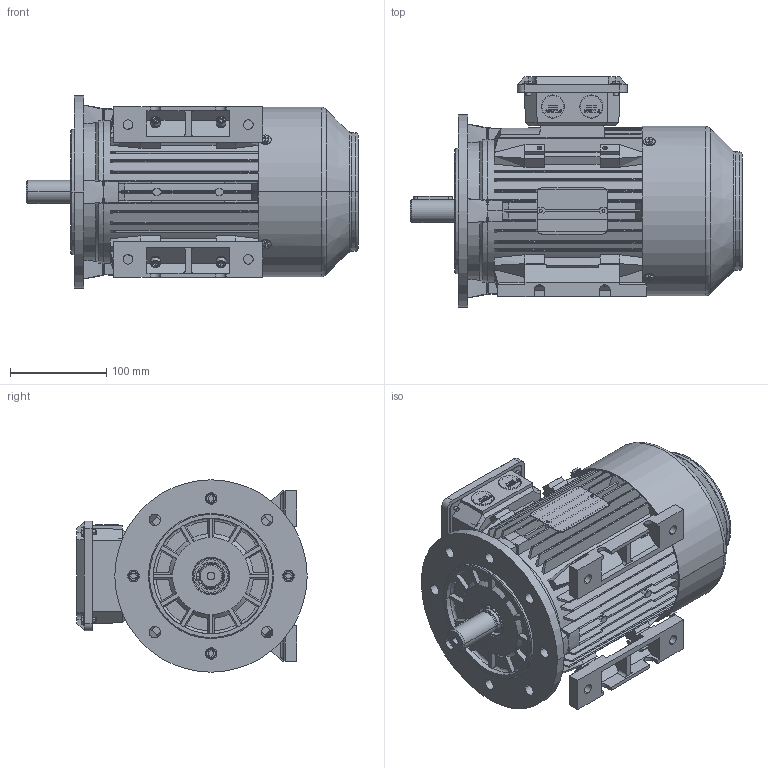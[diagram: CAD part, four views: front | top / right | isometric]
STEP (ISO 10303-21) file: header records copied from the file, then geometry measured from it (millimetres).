
FILE_DESCRIPTION (( 'STEP AP203' ), '1' );
FILE_NAME ('TC 90L B35 装配体.STEP', '2013-12-12T07:24:22', ( '微软用户' ), ( '微软中国' ), 'SwSTEP 2.0', 'SolidWorks 2008', '' );
FILE_SCHEMA (( 'CONFIG_CONTROL_DESIGN' ));
Products named in the file (21): TC 90L转轴（波形垫在前）_默认; T90L-4无轴转子_默认; 6205_默认; 6_默认; TC 80-90风叶_默认; TC 90平键_默认; TC 90 B5端盖_默认; TC 90L B35 蚾饜极; TC 90L机座 B5_默认; TC 90 B3端盖_默认; T90L-4定子铁心_默认; TC 90L 转子_默认; 油封25-37-7_默认; TC 90-100 接线盒座_默认; TC 90-100 接线盒盖_默认; TC 90L底脚_默认; 风罩_默认; M20螺塞_默认; 5_默认; M5-12_默认; M6-20_默认
Assembly tree (53 placements, depth 3):
  TC 90L B35 蚾饜极
    M6-20_默认  x12
    6_默认  x9
    5_默认  x4
    油封25-37-7_默认  x2
    M5-12_默认  x8
    TC 90L机座 B5_默认
    TC 80-90风叶_默认
    TC 90 B3端盖_默认
    TC 90L底脚_默认  x2
    风罩_默认
    TC 90-100 接线盒座_默认
    TC 90L 转子_默认
      TC 90L转轴（波形垫在前）_默认
      6205_默认  x2
      T90L-4无轴转子_默认
    TC 90平键_默认
    M20螺塞_默认  x2
    TC 90 B5端盖_默认
    T90L-4定子铁心_默认
    TC 90-100 接线盒盖_默认
Bounding box: 345 x 239.5 x 200 mm (x, y, z)
Volume: 3039311.6 mm3; surface area: 1071274.2 mm2
Topology: 56 solids, 57 shells, 3569 faces, 9569 edges, 6244 vertices
Faces by surface type: plane 1828, cylinder 1146, cone 244, torus 186, bspline 165
Entity records: 104523 total; most frequent: CARTESIAN_POINT 29474, ORIENTED_EDGE 15500, DIRECTION 14503, EDGE_CURVE 7750, VERTEX_POINT 5094, AXIS2_PLACEMENT_3D 5069, VECTOR 4365, LINE 4365
